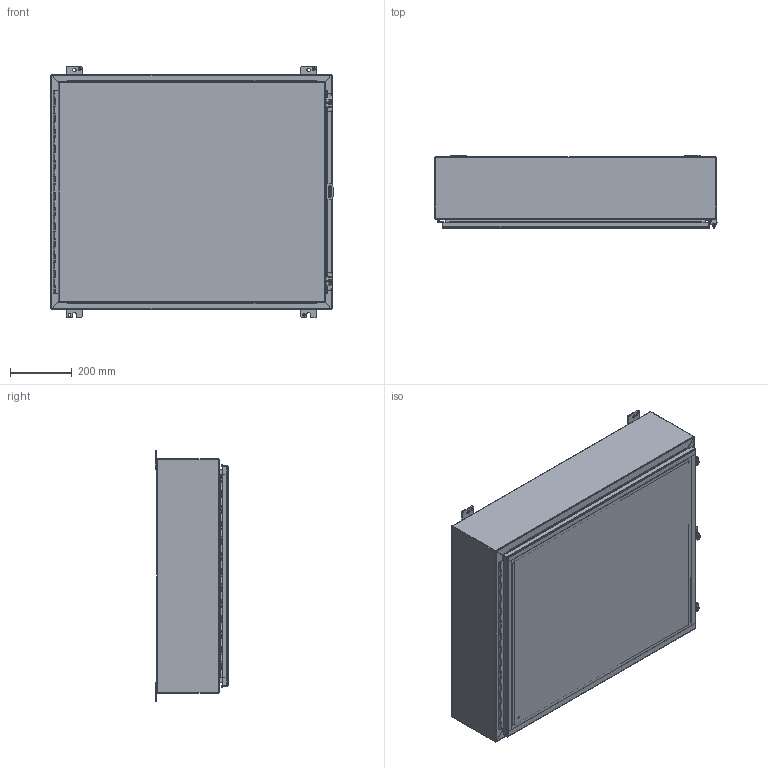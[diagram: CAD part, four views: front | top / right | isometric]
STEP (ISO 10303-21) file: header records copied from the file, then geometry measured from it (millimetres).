
FILE_DESCRIPTION (( 'STEP AP203' ), '1' );
FILE_NAME ('1418MR8_Default.step', '2019-10-31T19:37:47', ( 'ADC123' ), ( 'Microsoft' ), 'SwSTEP 2.0', 'SolidWorks 2019', '' );
FILE_SCHEMA (( 'CONFIG_CONTROL_DESIGN' ));
Products named in the file (1): 1418MR8_Default
Bounding box: 917.58 x 239.7 x 819.15 mm (x, y, z)
Volume: 6332305.5 mm3; surface area: 6443737.8 mm2
Topology: 47 solids, 47 shells, 1383 faces, 3525 edges, 2270 vertices
Faces by surface type: plane 829, cylinder 470, bspline 70, cone 14
Entity records: 44254 total; most frequent: CARTESIAN_POINT 10521, ORIENTED_EDGE 7050, DIRECTION 6903, EDGE_CURVE 3525, LINE 2443, VECTOR 2443, VERTEX_POINT 2270, AXIS2_PLACEMENT_3D 2230
